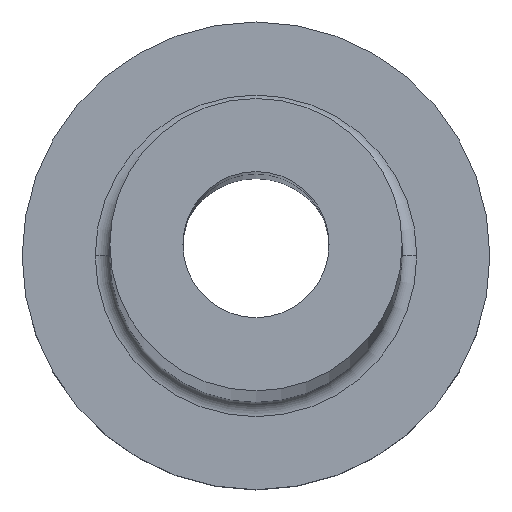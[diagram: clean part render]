
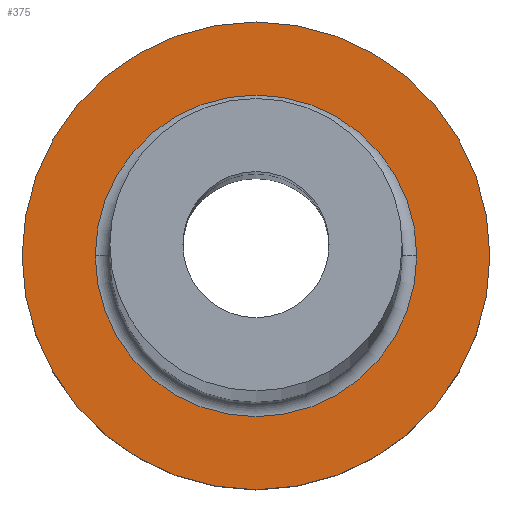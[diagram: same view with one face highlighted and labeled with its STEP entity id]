
A CAD part, top view. The second image highlights one B-rep face of the part: STEP entity #375.
In plain terms, the highlighted planar face has unit normal (0, 0, 1).
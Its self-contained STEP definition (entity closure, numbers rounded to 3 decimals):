
#1 = CARTESIAN_POINT ( 'NONE',  ( 0., 0., 5. ) ) ;
#16 = DIRECTION ( 'NONE',  ( 1., 0., 0. ) ) ;
#28 = CIRCLE ( 'NONE', #63, 5.5 ) ;
#30 = EDGE_CURVE ( 'NONE', #216, #31, #377, .T. ) ;
#31 = VERTEX_POINT ( 'NONE', #161 ) ;
#33 = ORIENTED_EDGE ( 'NONE', *, *, #30, .T. ) ;
#34 = DIRECTION ( 'NONE',  ( 0., 0., 1. ) ) ;
#43 = CARTESIAN_POINT ( 'NONE',  ( 0., 0., 5. ) ) ;
#63 = AXIS2_PLACEMENT_3D ( 'NONE', #314, #109, #422 ) ;
#68 = CARTESIAN_POINT ( 'NONE',  ( 0., 0., 5. ) ) ;
#82 = CIRCLE ( 'NONE', #413, 5.5 ) ;
#104 = FACE_OUTER_BOUND ( 'NONE', #396, .T. ) ;
#109 = DIRECTION ( 'NONE',  ( 0., 0., -1. ) ) ;
#116 = ORIENTED_EDGE ( 'NONE', *, *, #404, .T. ) ;
#138 = ORIENTED_EDGE ( 'NONE', *, *, #197, .T. ) ;
#147 = CIRCLE ( 'NONE', #452, 8. ) ;
#161 = CARTESIAN_POINT ( 'NONE',  ( -8., 0., 5. ) ) ;
#182 = PLANE ( 'NONE',  #317 ) ;
#197 = EDGE_CURVE ( 'NONE', #212, #245, #82, .T. ) ;
#212 = VERTEX_POINT ( 'NONE', #340 ) ;
#216 = VERTEX_POINT ( 'NONE', #345 ) ;
#245 = VERTEX_POINT ( 'NONE', #442 ) ;
#285 = DIRECTION ( 'NONE',  ( 0., 0., 1. ) ) ;
#295 = DIRECTION ( 'NONE',  ( 0., 0., 1. ) ) ;
#314 = CARTESIAN_POINT ( 'NONE',  ( 0., 0., 5. ) ) ;
#317 = AXIS2_PLACEMENT_3D ( 'NONE', #68, #34, #351 ) ;
#321 = FACE_BOUND ( 'NONE', #425, .T. ) ;
#333 = AXIS2_PLACEMENT_3D ( 'NONE', #43, #295, #16 ) ;
#340 = CARTESIAN_POINT ( 'NONE',  ( 5.5, 0., 5. ) ) ;
#345 = CARTESIAN_POINT ( 'NONE',  ( 8., 0., 5. ) ) ;
#347 = DIRECTION ( 'NONE',  ( 1., 0., 0. ) ) ;
#351 = DIRECTION ( 'NONE',  ( 1., 0., 0. ) ) ;
#361 = ORIENTED_EDGE ( 'NONE', *, *, #449, .T. ) ;
#375 = ADVANCED_FACE ( 'NONE', ( #321, #104 ), #182, .T. ) ;
#377 = CIRCLE ( 'NONE', #333, 8. ) ;
#380 = CARTESIAN_POINT ( 'NONE',  ( 0., 0., 5. ) ) ;
#383 = DIRECTION ( 'NONE',  ( 1., 0., 0. ) ) ;
#396 = EDGE_LOOP ( 'NONE', ( #116, #33 ) ) ;
#404 = EDGE_CURVE ( 'NONE', #31, #216, #147, .T. ) ;
#413 = AXIS2_PLACEMENT_3D ( 'NONE', #380, #414, #347 ) ;
#414 = DIRECTION ( 'NONE',  ( 0., 0., -1. ) ) ;
#422 = DIRECTION ( 'NONE',  ( 1., 0., 0. ) ) ;
#425 = EDGE_LOOP ( 'NONE', ( #138, #361 ) ) ;
#442 = CARTESIAN_POINT ( 'NONE',  ( -5.5, 0., 5. ) ) ;
#449 = EDGE_CURVE ( 'NONE', #245, #212, #28, .T. ) ;
#452 = AXIS2_PLACEMENT_3D ( 'NONE', #1, #285, #383 ) ;
